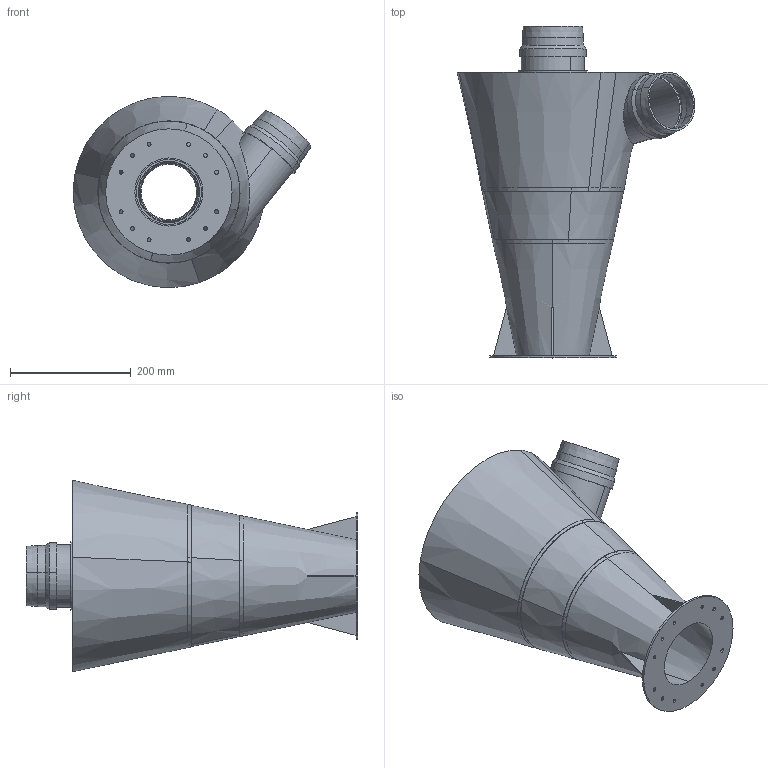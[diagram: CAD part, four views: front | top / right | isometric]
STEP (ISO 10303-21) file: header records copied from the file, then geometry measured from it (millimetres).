
FILE_DESCRIPTION (( 'STEP AP214' ), '1' );
FILE_NAME ('Assembly.STEP', '2023-11-13T23:47:41', ( '' ), ( '' ), 'SwSTEP 2.0', 'SolidWorks 2021', '' );
FILE_SCHEMA (( 'AUTOMOTIVE_DESIGN' ));
Length unit declared in the file: inch
Products named in the file (9): top exhaust; Assembly; Taper fitting Intake; Cyclone seperator top 1_Full; Cyclone seperator top 2_Full; Cyclone seperator top 3_Full; Taper fitting; Cyclone seperator bottom_Full; Cyclone seperator middle_Full
Assembly tree (9 placements, depth 2):
  Assembly
    Cyclone seperator bottom_Full
    Cyclone seperator middle_Full  x2
    Cyclone seperator top 1_Full
    Cyclone seperator top 2_Full
    Cyclone seperator top 3_Full
    top exhaust
    Taper fitting
    Taper fitting Intake
Bounding box: 394.14 x 550.33 x 317.45 mm (x, y, z)
Volume: 1682594 mm3; surface area: 1127617.9 mm2
Topology: 9 solids, 9 shells, 203 faces, 511 edges, 329 vertices
Faces by surface type: cone 94, cylinder 62, plane 47
Entity records: 6273 total; most frequent: CARTESIAN_POINT 1266, DIRECTION 1037, ORIENTED_EDGE 914, EDGE_CURVE 457, AXIS2_PLACEMENT_3D 408, VERTEX_POINT 293, LINE 221, VECTOR 221
